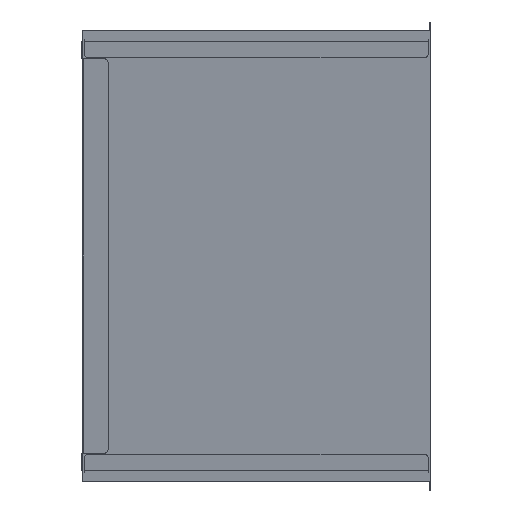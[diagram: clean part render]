
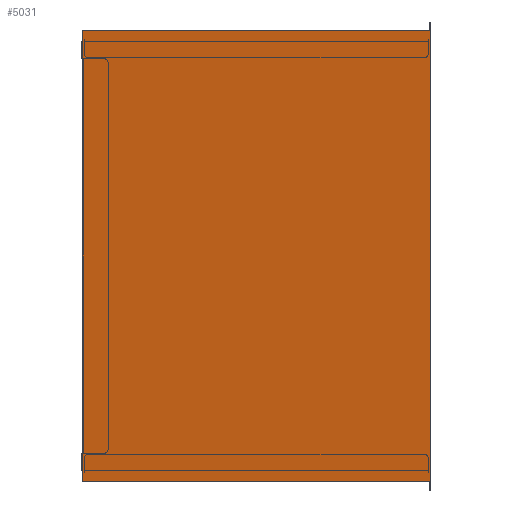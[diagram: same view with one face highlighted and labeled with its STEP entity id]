
A CAD part, front view. The second image highlights one B-rep face of the part: STEP entity #5031.
In plain terms, the highlighted face is planar.
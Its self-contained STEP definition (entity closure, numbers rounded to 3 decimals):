
#47 = DIRECTION ( 'NONE',  ( 1., 0., 0. ) ) ;
#292 = DIRECTION ( 'NONE',  ( 0., 0., 1. ) ) ;
#722 = CARTESIAN_POINT ( 'NONE',  ( 0., 0., 0. ) ) ;
#944 = CARTESIAN_POINT ( 'NONE',  ( -246., -195., 0. ) ) ;
#957 = CARTESIAN_POINT ( 'NONE',  ( 246., -195., 0. ) ) ;
#1187 = VECTOR ( 'NONE', #3538, 1000. ) ;
#1334 = LINE ( 'NONE', #5814, #1187 ) ;
#1580 = ORIENTED_EDGE ( 'NONE', *, *, #4917, .F. ) ;
#2376 = VERTEX_POINT ( 'NONE', #944 ) ;
#2411 = DIRECTION ( 'NONE',  ( -1., 0., 0. ) ) ;
#2420 = EDGE_LOOP ( 'NONE', ( #2683, #7075, #4869, #1580 ) ) ;
#2683 = ORIENTED_EDGE ( 'NONE', *, *, #3710, .F. ) ;
#2972 = FACE_OUTER_BOUND ( 'NONE', #2420, .T. ) ;
#3070 = EDGE_CURVE ( 'NONE', #5681, #6450, #6342, .T. ) ;
#3538 = DIRECTION ( 'NONE',  ( 0., 1., 0. ) ) ;
#3613 = VECTOR ( 'NONE', #3939, 1000. ) ;
#3710 = EDGE_CURVE ( 'NONE', #6450, #2376, #4920, .T. ) ;
#3722 = VECTOR ( 'NONE', #2411, 1000. ) ;
#3786 = CARTESIAN_POINT ( 'NONE',  ( 246., 195., 0. ) ) ;
#3850 = EDGE_CURVE ( 'NONE', #6478, #5681, #1334, .T. ) ;
#3939 = DIRECTION ( 'NONE',  ( 0., -1., 0. ) ) ;
#4043 = PLANE ( 'NONE',  #5242 ) ;
#4869 = ORIENTED_EDGE ( 'NONE', *, *, #3850, .F. ) ;
#4917 = EDGE_CURVE ( 'NONE', #2376, #6478, #4959, .T. ) ;
#4920 = LINE ( 'NONE', #6039, #3613 ) ;
#4959 = LINE ( 'NONE', #5062, #6624 ) ;
#5031 = ADVANCED_FACE ( 'NONE', ( #2972 ), #4043, .F. ) ;
#5062 = CARTESIAN_POINT ( 'NONE',  ( 246., -195., 0. ) ) ;
#5242 = AXIS2_PLACEMENT_3D ( 'NONE', #722, #292, #6357 ) ;
#5331 = CARTESIAN_POINT ( 'NONE',  ( -246., 195., 0. ) ) ;
#5681 = VERTEX_POINT ( 'NONE', #3786 ) ;
#5814 = CARTESIAN_POINT ( 'NONE',  ( 246., -195., 0. ) ) ;
#6039 = CARTESIAN_POINT ( 'NONE',  ( -246., -195., 0. ) ) ;
#6342 = LINE ( 'NONE', #6742, #3722 ) ;
#6357 = DIRECTION ( 'NONE',  ( 1., 0., 0. ) ) ;
#6450 = VERTEX_POINT ( 'NONE', #5331 ) ;
#6478 = VERTEX_POINT ( 'NONE', #957 ) ;
#6624 = VECTOR ( 'NONE', #47, 1000. ) ;
#6742 = CARTESIAN_POINT ( 'NONE',  ( 246., 195., 0. ) ) ;
#7075 = ORIENTED_EDGE ( 'NONE', *, *, #3070, .F. ) ;
